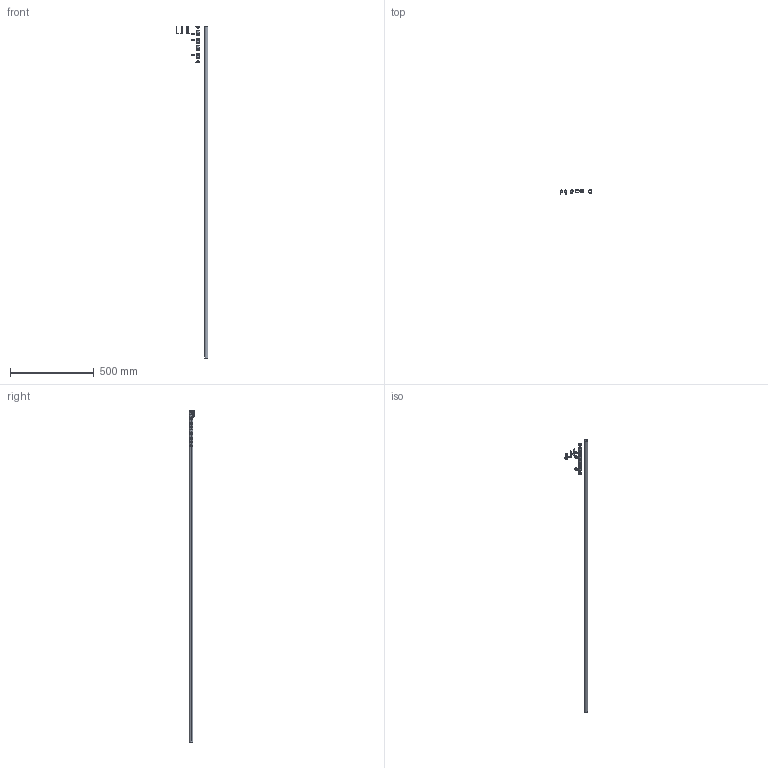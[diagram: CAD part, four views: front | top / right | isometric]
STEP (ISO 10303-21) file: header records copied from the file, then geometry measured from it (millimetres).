
FILE_DESCRIPTION (( 'STEP AP203' ), '1' );
FILE_NAME ('FSA8800 S18 Set 3 Teile 1980.STEP', '2025-04-24T14:31:13', ( '' ), ( '' ), 'SwSTEP 2.0', 'SolidWorks 2023', '' );
FILE_SCHEMA (( 'CONFIG_CONTROL_DESIGN' ));
Length unit declared in the file: millimetre
Products named in the file (20): Montagewinkel rechts_01; Abdeckprofil 1980 S18_1000; Fuss mit Klebepad S18; Montagewinkel rechts; Fuss S18; Klebepad Montagewinkel gefältzte Tür_mit einer Abdeckfolie; Abdeckfolie d19_01; Montagewinkel links; Kleberondelle d19_01; Zapfen S18; FSA8800 S18 Set 3 Teile 1980; Klebeband Montagewinkel; Folie Montagewinkel gefältzte Tür; Montagewinkel links_01; Klebepad Montagewinkel_mit Abdeckfolie u. & o.; Montagewinkel gefältze Tür_01; Folie Montagewinkel; Klebeband Montagewinkel gefältzte Tür; Montagewinkel gefälzte Tür; Sicherungsclip S18
Assembly tree (26 placements, depth 4):
  FSA8800 S18 Set 3 Teile 1980
    Abdeckprofil 1980 S18_1000
    Fuss mit Klebepad S18  x2
      Fuss S18
      Kleberondelle d19_01
      Abdeckfolie d19_01
    Zapfen S18  x4
    Sicherungsclip S18  x3
    Montagewinkel gefälzte Tür
      Montagewinkel gefältze Tür_01
      Klebepad Montagewinkel gefältzte Tür_mit einer Abdeckfolie
        Klebeband Montagewinkel gefältzte Tür
        Folie Montagewinkel gefältzte Tür
    Montagewinkel links
      Montagewinkel links_01
      Klebepad Montagewinkel_mit Abdeckfolie u. & o.
        Klebeband Montagewinkel
        Folie Montagewinkel
    Montagewinkel rechts
      Montagewinkel rechts_01
      Klebepad Montagewinkel_mit Abdeckfolie u. & o.
        Klebeband Montagewinkel
        Folie Montagewinkel
Bounding box: 190 x 31.5 x 1982 mm (x, y, z)
Volume: 149050.5 mm3; surface area: 264487.5 mm2
Topology: 23 solids, 23 shells, 492 faces, 1120 edges, 664 vertices
Faces by surface type: cylinder 191, plane 143, torus 104, sphere 32, cone 22
Entity records: 8848 total; most frequent: DIRECTION 1284, CARTESIAN_POINT 1142, ORIENTED_EDGE 1036, EDGE_CURVE 518, AXIS2_PLACEMENT_3D 517, VERTEX_POINT 323, CIRCLE 256, LINE 250
